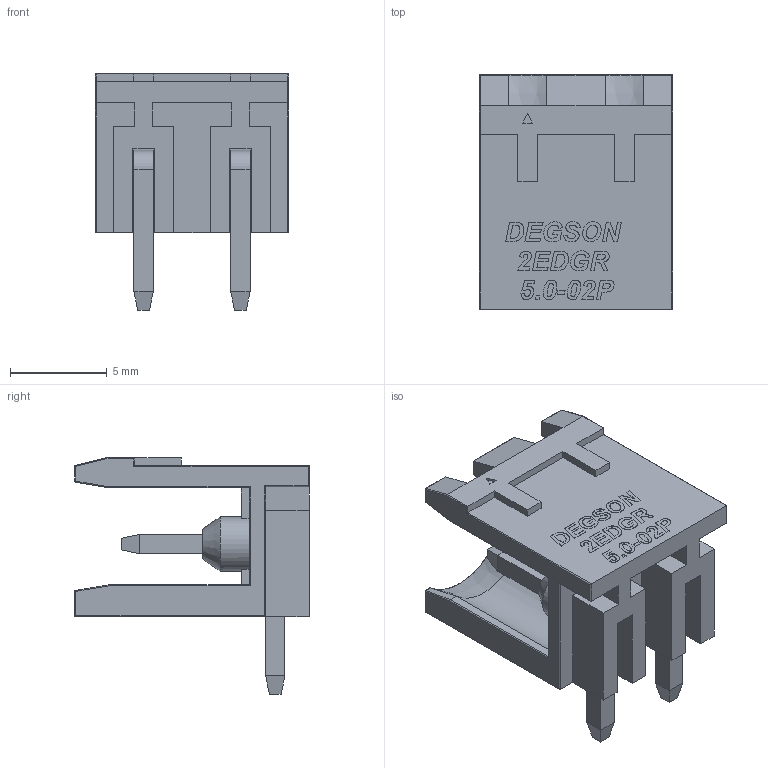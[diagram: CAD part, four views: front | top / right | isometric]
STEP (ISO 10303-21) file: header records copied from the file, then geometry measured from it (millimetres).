
FILE_DESCRIPTION (( 'STEP AP214' ), '1' );
FILE_NAME ('2EDGR-5.0-02P-14-00AH.STEP', '2021-02-12T19:00:41', ( '' ), ( '' ), 'SwSTEP 2.0', 'SolidWorks 2020', '' );
FILE_SCHEMA (( 'AUTOMOTIVE_DESIGN' ));
Length unit declared in the file: millimetre
Products named in the file (1): 2EDGR-5.0-02P-14-00AH
Bounding box: 10 x 12.1 x 12.2 mm (x, y, z)
Volume: 407.2 mm3; surface area: 890.9 mm2
Topology: 1 solids, 1 shells, 458 faces, 1204 edges, 768 vertices
Faces by surface type: plane 254, bspline 134, cylinder 52, sphere 8, cone 6, torus 4
Entity records: 23948 total; most frequent: CARTESIAN_POINT 10451, ORIENTED_EDGE 2392, DIRECTION 1608, EDGE_CURVE 1196, VECTOR 822, LINE 822, VERTEX_POINT 768, EDGE_LOOP 486
